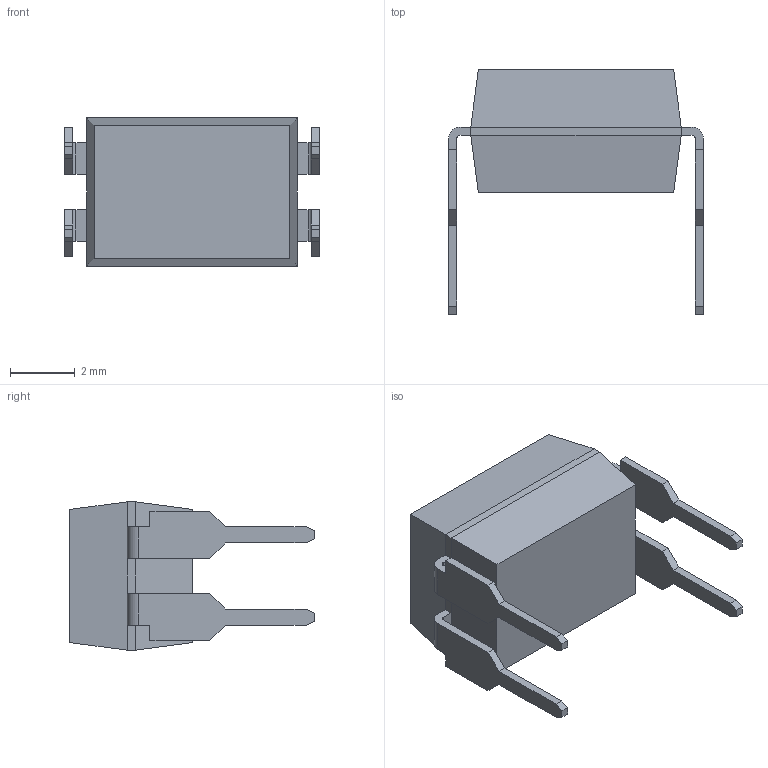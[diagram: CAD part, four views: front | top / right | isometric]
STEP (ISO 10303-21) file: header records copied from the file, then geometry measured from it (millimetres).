
FILE_DESCRIPTION (( 'STEP AP214' ), '1' );
FILE_NAME ('EL817.STEP', '2023-04-04T23:07:26', ( '' ), ( '' ), 'SwSTEP 2.0', 'SolidWorks 2021', '' );
FILE_SCHEMA (( 'AUTOMOTIVE_DESIGN' ));
Length unit declared in the file: millimetre
Products named in the file (1): EL817
Bounding box: 7.87 x 7.55 x 4.58 mm (x, y, z)
Volume: 109.7 mm3; surface area: 190.3 mm2
Topology: 6 solids, 6 shells, 93 faces, 232 edges, 152 vertices
Faces by surface type: plane 81, cylinder 12
Entity records: 2805 total; most frequent: CARTESIAN_POINT 478, ORIENTED_EDGE 464, DIRECTION 444, EDGE_CURVE 232, LINE 208, VECTOR 208, VERTEX_POINT 152, AXIS2_PLACEMENT_3D 118
